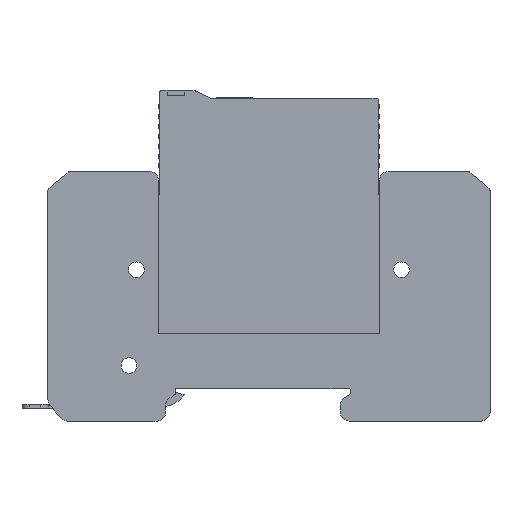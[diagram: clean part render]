
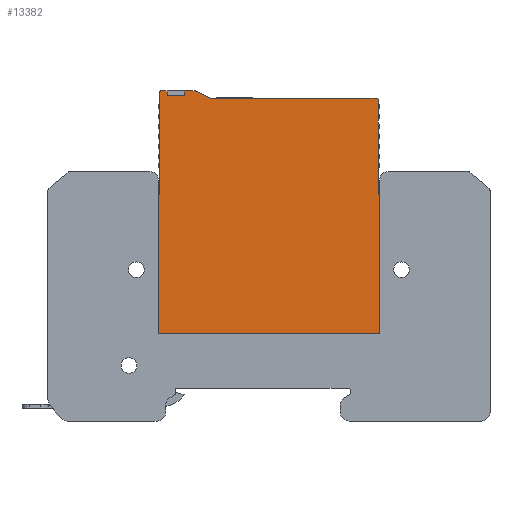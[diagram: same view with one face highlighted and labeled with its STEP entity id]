
A CAD part, front view. The second image highlights one B-rep face of the part: STEP entity #13382.
In plain terms, the highlighted planar face has unit normal (0, -1, 0).
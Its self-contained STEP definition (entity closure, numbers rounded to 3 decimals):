
#11308=DIRECTION('',(0.,0.,-1.));
#11309=VECTOR('',#11308,28.3);
#11310=CARTESIAN_POINT('',(-33.86,13.554,
54.696));
#11311=LINE('',#11310,#11309);
#11424=DIRECTION('',(0.,0.,1.));
#11425=VECTOR('',#11424,20.8);
#11426=CARTESIAN_POINT('',(-33.6,13.554,
54.696));
#11427=LINE('',#11426,#11425);
#11431=CARTESIAN_POINT('',(-33.3,13.554,
75.496));
#11432=DIRECTION('',(0.,1.,0.));
#11433=DIRECTION('',(-1.,0.,0.));
#11434=AXIS2_PLACEMENT_3D('',#11431,#11432,#11433);
#11439=DIRECTION('',(1.,0.,0.));
#11440=VECTOR('',#11439,1.183);
#11441=CARTESIAN_POINT('',(-33.3,13.554,
75.796));
#11442=LINE('',#11441,#11440);
#11446=DIRECTION('',(0.,0.,-1.));
#11447=VECTOR('',#11446,1.);
#11448=CARTESIAN_POINT('',(-32.117,13.554,75.796));
#11449=LINE('',#11448,#11447);
#11453=DIRECTION('',(1.,0.,0.));
#11454=VECTOR('',#11453,3.5);
#11455=CARTESIAN_POINT('',(-32.117,13.554,74.796));
#11456=LINE('',#11455,#11454);
#11460=DIRECTION('',(1.,0.,0.));
#11461=VECTOR('',#11460,2.217);
#11462=CARTESIAN_POINT('',(-28.617,13.554,75.796));
#11463=LINE('',#11462,#11461);
#11467=CARTESIAN_POINT('',(-26.4,13.554,
74.746));
#11468=DIRECTION('',(0.,1.,0.));
#11469=DIRECTION('',(0.,0.,1.));
#11470=AXIS2_PLACEMENT_3D('',#11467,#11468,#11469);
#11475=DIRECTION('',(0.891,0.,-0.454));
#11476=VECTOR('',#11475,2.802);
#11477=CARTESIAN_POINT('',(-25.923,13.554,
75.682));
#11478=LINE('',#11477,#11476);
#11482=CARTESIAN_POINT('',(-22.95,13.554,
75.346));
#11483=DIRECTION('',(0.,-1.,0.));
#11484=DIRECTION('',(-0.454,0.,-0.891));
#11485=AXIS2_PLACEMENT_3D('',#11482,#11483,#11484);
#11490=DIRECTION('',(1.,0.,0.));
#11491=VECTOR('',#11490,26.95);
#11492=CARTESIAN_POINT('',(-22.95,13.554,
74.296));
#11493=LINE('',#11492,#11491);
#11497=DIRECTION('',(0.,0.,-1.));
#11498=VECTOR('',#11497,0.1);
#11499=CARTESIAN_POINT('',(4.,13.554,74.296));
#11500=LINE('',#11499,#11498);
#11504=DIRECTION('',(1.,0.,0.));
#11505=VECTOR('',#11504,5.6);
#11506=CARTESIAN_POINT('',(4.,13.554,74.196));
#11507=LINE('',#11506,#11505);
#11511=DIRECTION('',(0.,0.,1.));
#11512=VECTOR('',#11511,0.1);
#11513=CARTESIAN_POINT('',(9.6,13.554,74.196));
#11514=LINE('',#11513,#11512);
#11518=DIRECTION('',(1.,0.,0.));
#11519=VECTOR('',#11518,1.);
#11520=CARTESIAN_POINT('',(9.6,13.554,74.296));
#11521=LINE('',#11520,#11519);
#11525=CARTESIAN_POINT('',(10.6,13.554,73.996));
#11526=DIRECTION('',(0.,1.,0.));
#11527=DIRECTION('',(0.,0.,1.));
#11528=AXIS2_PLACEMENT_3D('',#11525,#11526,#11527);
#11533=DIRECTION('',(0.,0.,-1.));
#11534=VECTOR('',#11533,19.3);
#11535=CARTESIAN_POINT('',(10.9,13.554,73.996));
#11536=LINE('',#11535,#11534);
#11540=DIRECTION('',(0.,0.,-1.));
#11541=VECTOR('',#11540,28.3);
#11542=CARTESIAN_POINT('',(11.14,13.554,54.696));
#11543=LINE('',#11542,#11541);
#11547=DIRECTION('',(-1.,0.,0.));
#11548=VECTOR('',#11547,45.);
#11549=CARTESIAN_POINT('',(11.14,13.554,26.396));
#11550=LINE('',#11549,#11548);
#11554=DIRECTION('',(-1.,0.,0.));
#11555=VECTOR('',#11554,0.26);
#11556=CARTESIAN_POINT('',(-33.6,13.554,
54.696));
#11557=LINE('',#11556,#11555);
#11680=DIRECTION('',(0.,0.,-1.));
#11681=VECTOR('',#11680,1.);
#11682=CARTESIAN_POINT('',(-28.617,13.554,75.796));
#11683=LINE('',#11682,#11681);
#11827=DIRECTION('',(-1.,0.,0.));
#11828=VECTOR('',#11827,0.24);
#11829=CARTESIAN_POINT('',(11.14,13.554,54.696));
#11830=LINE('',#11829,#11828);
#12951=CARTESIAN_POINT('',(-33.86,13.554,
54.696));
#12952=VERTEX_POINT('',#12951);
#12953=CARTESIAN_POINT('',(-33.86,13.554,
26.396));
#12954=VERTEX_POINT('',#12953);
#12987=CARTESIAN_POINT('',(11.14,13.554,54.696));
#12988=CARTESIAN_POINT('',(11.14,13.554,26.396));
#12989=VERTEX_POINT('',#12987);
#12990=VERTEX_POINT('',#12988);
#12991=CARTESIAN_POINT('',(-33.6,13.554,
54.696));
#12992=VERTEX_POINT('',#12991);
#12993=CARTESIAN_POINT('',(-33.6,13.554,
75.496));
#12994=VERTEX_POINT('',#12993);
#12995=CARTESIAN_POINT('',(-33.3,13.554,
75.796));
#12996=VERTEX_POINT('',#12995);
#12997=CARTESIAN_POINT('',(-32.117,13.554,75.796));
#12998=VERTEX_POINT('',#12997);
#12999=CARTESIAN_POINT('',(-32.117,13.554,74.796));
#13000=VERTEX_POINT('',#12999);
#13001=CARTESIAN_POINT('',(-28.617,13.554,74.796));
#13002=VERTEX_POINT('',#13001);
#13003=CARTESIAN_POINT('',(-28.617,13.554,75.796));
#13004=VERTEX_POINT('',#13003);
#13005=CARTESIAN_POINT('',(-26.4,13.554,
75.796));
#13006=VERTEX_POINT('',#13005);
#13007=CARTESIAN_POINT('',(-25.923,13.554,
75.682));
#13008=VERTEX_POINT('',#13007);
#13009=CARTESIAN_POINT('',(-23.426,13.554,
74.411));
#13010=VERTEX_POINT('',#13009);
#13011=CARTESIAN_POINT('',(-22.95,13.554,
74.296));
#13012=VERTEX_POINT('',#13011);
#13013=CARTESIAN_POINT('',(4.,13.554,74.296));
#13014=VERTEX_POINT('',#13013);
#13015=CARTESIAN_POINT('',(4.,13.554,74.196));
#13016=VERTEX_POINT('',#13015);
#13017=CARTESIAN_POINT('',(9.6,13.554,74.196));
#13018=VERTEX_POINT('',#13017);
#13019=CARTESIAN_POINT('',(9.6,13.554,74.296));
#13020=VERTEX_POINT('',#13019);
#13021=CARTESIAN_POINT('',(10.6,13.554,74.296));
#13022=VERTEX_POINT('',#13021);
#13023=CARTESIAN_POINT('',(10.9,13.554,73.996));
#13024=VERTEX_POINT('',#13023);
#13025=CARTESIAN_POINT('',(10.9,13.554,54.696));
#13026=VERTEX_POINT('',#13025);
#13333=CARTESIAN_POINT('',(-11.14,13.554,
36.896));
#13334=DIRECTION('',(0.,1.,0.));
#13335=DIRECTION('',(-1.,0.,0.));
#13336=AXIS2_PLACEMENT_3D('',#13333,#13334,#13335);
#13337=PLANE('',#13336);
#13338=ORIENTED_EDGE('',*,*,#13268,.F.);
#13340=ORIENTED_EDGE('',*,*,#13339,.F.);
#13342=ORIENTED_EDGE('',*,*,#13341,.T.);
#13344=ORIENTED_EDGE('',*,*,#13343,.T.);
#13346=ORIENTED_EDGE('',*,*,#13345,.T.);
#13348=ORIENTED_EDGE('',*,*,#13347,.T.);
#13350=ORIENTED_EDGE('',*,*,#13349,.T.);
#13352=ORIENTED_EDGE('',*,*,#13351,.F.);
#13354=ORIENTED_EDGE('',*,*,#13353,.T.);
#13356=ORIENTED_EDGE('',*,*,#13355,.T.);
#13358=ORIENTED_EDGE('',*,*,#13357,.T.);
#13360=ORIENTED_EDGE('',*,*,#13359,.T.);
#13362=ORIENTED_EDGE('',*,*,#13361,.T.);
#13364=ORIENTED_EDGE('',*,*,#13363,.T.);
#13366=ORIENTED_EDGE('',*,*,#13365,.T.);
#13368=ORIENTED_EDGE('',*,*,#13367,.T.);
#13370=ORIENTED_EDGE('',*,*,#13369,.T.);
#13372=ORIENTED_EDGE('',*,*,#13371,.T.);
#13374=ORIENTED_EDGE('',*,*,#13373,.T.);
#13376=ORIENTED_EDGE('',*,*,#13375,.F.);
#13377=ORIENTED_EDGE('',*,*,#13323,.T.);
#13379=ORIENTED_EDGE('',*,*,#13378,.T.);
#13380=EDGE_LOOP('',(#13338,#13340,#13342,#13344,#13346,#13348,#13350,#13352,
#13354,#13356,#13358,#13360,#13362,#13364,#13366,#13368,#13370,#13372,#13374,
#13376,#13377,#13379));
#13381=FACE_OUTER_BOUND('',#13380,.F.);
#11435=CIRCLE('',#11434,0.3);
#11471=CIRCLE('',#11470,1.05);
#11486=CIRCLE('',#11485,1.05);
#11529=CIRCLE('',#11528,0.3);
#13268=EDGE_CURVE('',#12952,#12954,#11311,.T.);
#13323=EDGE_CURVE('',#12989,#12990,#11543,.T.);
#13339=EDGE_CURVE('',#12992,#12952,#11557,.T.);
#13341=EDGE_CURVE('',#12992,#12994,#11427,.T.);
#13343=EDGE_CURVE('',#12994,#12996,#11435,.T.);
#13345=EDGE_CURVE('',#12996,#12998,#11442,.T.);
#13347=EDGE_CURVE('',#12998,#13000,#11449,.T.);
#13349=EDGE_CURVE('',#13000,#13002,#11456,.T.);
#13351=EDGE_CURVE('',#13004,#13002,#11683,.T.);
#13353=EDGE_CURVE('',#13004,#13006,#11463,.T.);
#13355=EDGE_CURVE('',#13006,#13008,#11471,.T.);
#13357=EDGE_CURVE('',#13008,#13010,#11478,.T.);
#13359=EDGE_CURVE('',#13010,#13012,#11486,.T.);
#13361=EDGE_CURVE('',#13012,#13014,#11493,.T.);
#13363=EDGE_CURVE('',#13014,#13016,#11500,.T.);
#13365=EDGE_CURVE('',#13016,#13018,#11507,.T.);
#13367=EDGE_CURVE('',#13018,#13020,#11514,.T.);
#13369=EDGE_CURVE('',#13020,#13022,#11521,.T.);
#13371=EDGE_CURVE('',#13022,#13024,#11529,.T.);
#13373=EDGE_CURVE('',#13024,#13026,#11536,.T.);
#13375=EDGE_CURVE('',#12989,#13026,#11830,.T.);
#13378=EDGE_CURVE('',#12990,#12954,#11550,.T.);
#13382=ADVANCED_FACE('',(#13381),#13337,.F.);
